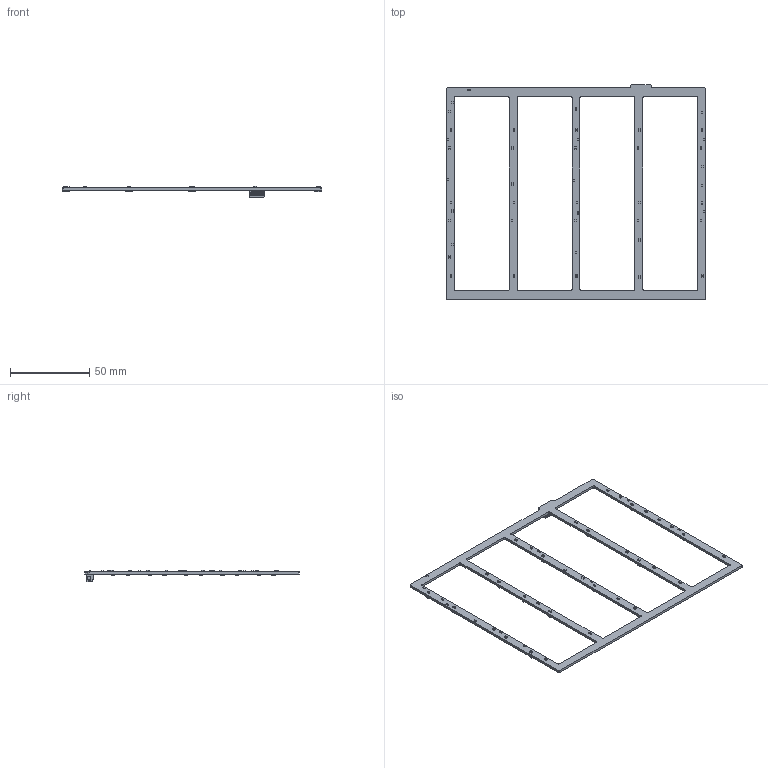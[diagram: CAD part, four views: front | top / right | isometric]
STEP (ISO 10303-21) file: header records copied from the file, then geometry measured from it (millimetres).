
FILE_DESCRIPTION(('KiCad electronic assembly'),'2;1');
FILE_NAME('FT24-AMS-Slave_v1-VTSENS_110324.step','2024-03-11T13:34:01',( 'Pcbnew'),('Kicad'),'Open CASCADE STEP processor 7.7', 'KiCad to STEP converter','Unknown');
FILE_SCHEMA(('AUTOMOTIVE_DESIGN { 1 0 10303 214 1 1 1 1 }'));
Length unit declared in the file: millimetre
Products named in the file (10): FT24-AMS-Slave_v1-VTSENS_110324 1; Fuse_0603_1608Metric; C_0603_1608Metric; TMP1075DSGR; ASSEMBLY; 53309-2070; 533092070; FT24-AMS-Slave_v1-VTSENS_PCB
Assembly tree (81 placements, depth 3):
  FT24-AMS-Slave_v1-VTSENS_110324 1
    Fuse_0603_1608Metric  x15
      Fuse_0603_1608Metric
    C_0603_1608Metric  x30
      C_0603_1608Metric
    TMP1075DSGR  x30
      ASSEMBLY
    53309-2070
      533092070
    FT24-AMS-Slave_v1-VTSENS_PCB
Bounding box: 163.66 x 135.35 x 7.21 mm (x, y, z)
Volume: 8075.5 mm3; surface area: 13912.9 mm2
Topology: 347 solids, 347 shells, 3714 faces, 8685 edges, 5836 vertices
Faces by surface type: plane 3180, cylinder 534
Full cylindrical faces by diameter (mm): 0.25 x30
Entity records: 24371 total; most frequent: CARTESIAN_POINT 4350, ORIENTED_EDGE 3994, DIRECTION 3812, EDGE_CURVE 1997, LINE 1988, VECTOR 1988, VERTEX_POINT 1288, AXIS2_PLACEMENT_3D 912
